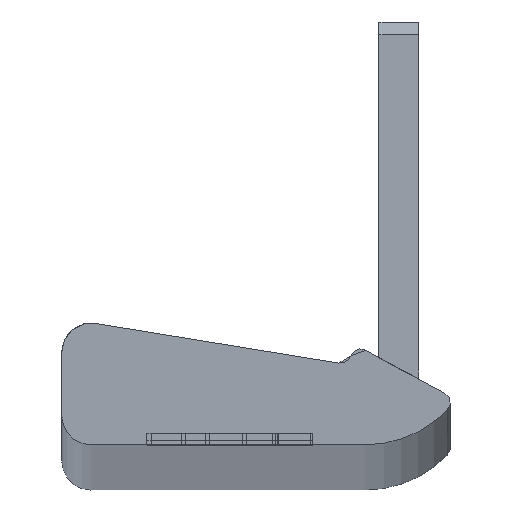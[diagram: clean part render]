
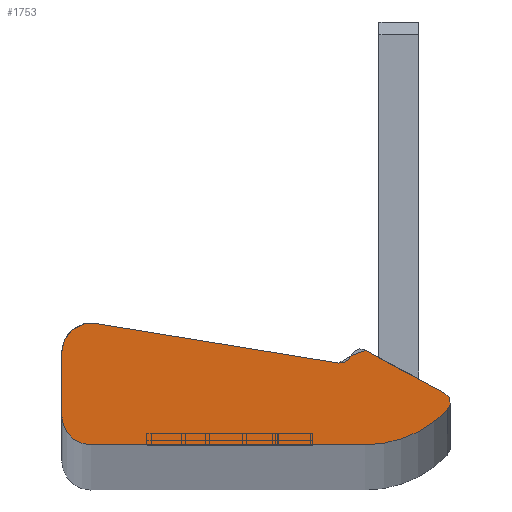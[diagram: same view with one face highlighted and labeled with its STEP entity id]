
A CAD part, top view. The second image highlights one B-rep face of the part: STEP entity #1753.
In plain terms, the highlighted planar face has unit normal (0, 0, 1).
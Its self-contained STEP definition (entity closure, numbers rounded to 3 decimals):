
#220=CARTESIAN_POINT('',(138.376,-178.753,
0.));
#221=DIRECTION('',(0.,0.,-1.));
#222=DIRECTION('',(0.946,-0.325,0.));
#223=AXIS2_PLACEMENT_3D('',#220,#221,#222);
#228=CARTESIAN_POINT('',(139.324,-178.662,
0.));
#229=CARTESIAN_POINT('',(139.252,-178.623,
0.));
#230=CARTESIAN_POINT('',(139.112,-178.595,
0.));
#231=CARTESIAN_POINT('',(138.891,-178.668,
0.));
#232=CARTESIAN_POINT('',(138.785,-178.794,
0.));
#233=CARTESIAN_POINT('',(138.755,-178.883,
0.));
#238=DIRECTION('',(-0.879,0.476,0.));
#239=VECTOR('',#238,3.409);
#240=CARTESIAN_POINT('',(142.322,-180.286,
0.));
#241=LINE('',#240,#239);
#245=CARTESIAN_POINT('',(142.132,-180.638,
0.));
#246=DIRECTION('',(0.,0.,1.));
#247=DIRECTION('',(0.722,-0.692,0.));
#248=AXIS2_PLACEMENT_3D('',#245,#246,#247);
#253=CARTESIAN_POINT('',(139.317,-177.938,
0.));
#254=DIRECTION('',(0.,0.,1.));
#255=DIRECTION('',(0.,-1.,0.));
#256=AXIS2_PLACEMENT_3D('',#253,#254,#255);
#261=DIRECTION('',(1.,0.,0.));
#262=VECTOR('',#261,10.386);
#263=CARTESIAN_POINT('',(128.932,-182.238,
0.));
#264=LINE('',#263,#262);
#268=CARTESIAN_POINT('',(128.932,-181.138,
0.));
#269=DIRECTION('',(0.,0.,1.));
#270=DIRECTION('',(-1.,0.,0.));
#271=AXIS2_PLACEMENT_3D('',#268,#269,#270);
#276=DIRECTION('',(0.,-1.,0.));
#277=VECTOR('',#276,2.411);
#278=CARTESIAN_POINT('',(127.832,-178.727,
0.));
#279=LINE('',#278,#277);
#283=CARTESIAN_POINT('',(129.109,-177.648,
0.));
#284=CARTESIAN_POINT('',(128.88,-177.611,
0.));
#285=CARTESIAN_POINT('',(128.473,-177.672,
0.));
#286=CARTESIAN_POINT('',(127.97,-178.086,
0.));
#287=CARTESIAN_POINT('',(127.832,-178.495,
0.));
#288=CARTESIAN_POINT('',(127.832,-178.727,
0.));
#293=DIRECTION('',(-0.987,0.161,0.));
#294=VECTOR('',#293,9.325);
#295=CARTESIAN_POINT('',(138.312,-179.148,
0.));
#296=LINE('',#295,#294);
#1423=CARTESIAN_POINT('',(139.324,-178.662,
0.));
#1424=VERTEX_POINT('',#1423);
#1425=CARTESIAN_POINT('',(142.322,-180.286,
0.));
#1426=VERTEX_POINT('',#1425);
#1427=CARTESIAN_POINT('',(142.42,-180.915,
0.));
#1428=VERTEX_POINT('',#1427);
#1431=CARTESIAN_POINT('',(138.755,-178.883,
0.));
#1432=CARTESIAN_POINT('',(138.312,-179.148,
0.));
#1433=VERTEX_POINT('',#1431);
#1434=VERTEX_POINT('',#1432);
#1435=CARTESIAN_POINT('',(129.109,-177.648,
0.));
#1436=VERTEX_POINT('',#1435);
#1437=VERTEX_POINT('',#288);
#1438=CARTESIAN_POINT('',(127.832,-181.138,
0.));
#1439=VERTEX_POINT('',#1438);
#1440=CARTESIAN_POINT('',(128.932,-182.238,
0.));
#1441=VERTEX_POINT('',#1440);
#1442=CARTESIAN_POINT('',(139.317,-182.238,
0.));
#1443=VERTEX_POINT('',#1442);
#1728=CARTESIAN_POINT('',(134.216,-180.362,
0.));
#1729=DIRECTION('',(0.,0.,1.));
#1730=DIRECTION('',(0.,-1.,0.));
#1731=AXIS2_PLACEMENT_3D('',#1728,#1729,#1730);
#1732=PLANE('',#1731);
#1734=ORIENTED_EDGE('',*,*,#1733,.F.);
#1735=ORIENTED_EDGE('',*,*,#1713,.F.);
#1736=ORIENTED_EDGE('',*,*,#1659,.F.);
#1738=ORIENTED_EDGE('',*,*,#1737,.F.);
#1740=ORIENTED_EDGE('',*,*,#1739,.F.);
#1742=ORIENTED_EDGE('',*,*,#1741,.F.);
#1744=ORIENTED_EDGE('',*,*,#1743,.F.);
#1746=ORIENTED_EDGE('',*,*,#1745,.F.);
#1748=ORIENTED_EDGE('',*,*,#1747,.F.);
#1750=ORIENTED_EDGE('',*,*,#1749,.F.);
#1751=EDGE_LOOP('',(#1734,#1735,#1736,#1738,#1740,#1742,#1744,#1746,#1748,
#1750));
#1752=FACE_OUTER_BOUND('',#1751,.F.);
#224=CIRCLE('',#223,0.4);
#234=B_SPLINE_CURVE_WITH_KNOTS('',3,(#228,#229,#230,#231,#232,#233),
.UNSPECIFIED.,.F.,.F.,(4,1,1,4),(0.,0.333,0.667,1.),
.UNSPECIFIED.);
#249=CIRCLE('',#248,0.4);
#257=CIRCLE('',#256,4.3);
#272=CIRCLE('',#271,1.1);
#289=B_SPLINE_CURVE_WITH_KNOTS('',3,(#283,#284,#285,#286,#287,#288),
.UNSPECIFIED.,.F.,.F.,(4,1,1,4),(0.,0.333,0.667,1.),
.UNSPECIFIED.);
#1659=EDGE_CURVE('',#1426,#1424,#241,.T.);
#1713=EDGE_CURVE('',#1424,#1433,#234,.T.);
#1733=EDGE_CURVE('',#1433,#1434,#224,.T.);
#1737=EDGE_CURVE('',#1428,#1426,#249,.T.);
#1739=EDGE_CURVE('',#1443,#1428,#257,.T.);
#1741=EDGE_CURVE('',#1441,#1443,#264,.T.);
#1743=EDGE_CURVE('',#1439,#1441,#272,.T.);
#1745=EDGE_CURVE('',#1437,#1439,#279,.T.);
#1747=EDGE_CURVE('',#1436,#1437,#289,.T.);
#1749=EDGE_CURVE('',#1434,#1436,#296,.T.);
#1753=ADVANCED_FACE('',(#1752),#1732,.T.);
